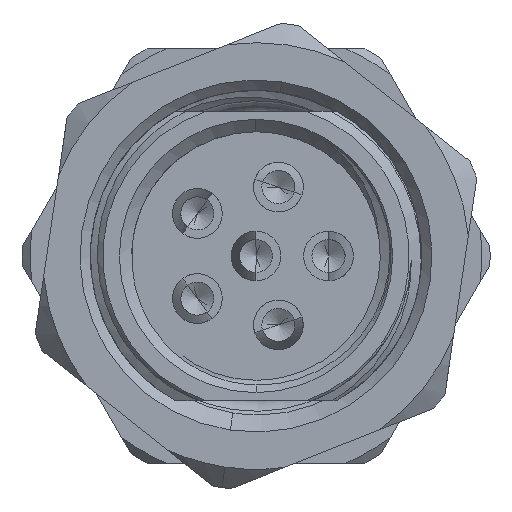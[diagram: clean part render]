
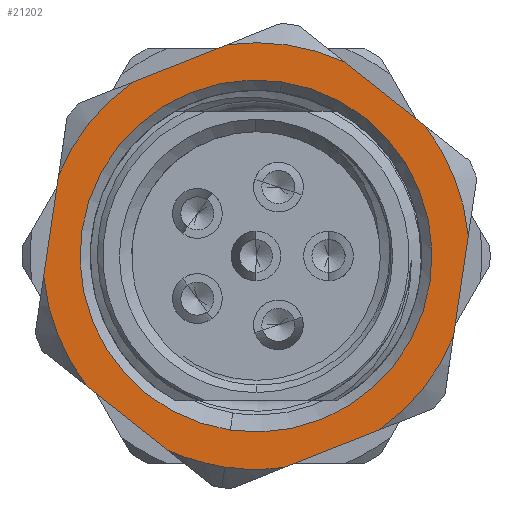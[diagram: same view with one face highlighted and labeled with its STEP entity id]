
A CAD part, left-side view. The second image highlights one B-rep face of the part: STEP entity #21202.
In plain terms, the highlighted planar face has unit normal (-1, 0, 0).
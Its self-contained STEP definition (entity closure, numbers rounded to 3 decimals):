
#364 = AXIS2_PLACEMENT_3D ( 'NONE', #10455, #30878, #6947 ) ;
#466 = CIRCLE ( 'NONE', #27774, 4.25 ) ;
#689 = ORIENTED_EDGE ( 'NONE', *, *, #32536, .T. ) ;
#744 = DIRECTION ( 'NONE',  ( -1., 0., 0. ) ) ;
#827 = VECTOR ( 'NONE', #18840, 1000. ) ;
#840 = LINE ( 'NONE', #1016, #15602 ) ;
#1016 = CARTESIAN_POINT ( 'NONE',  ( -1., -5., -2.887 ) ) ;
#2034 = EDGE_CURVE ( 'NONE', #4403, #8192, #13266, .T. ) ;
#2615 = VERTEX_POINT ( 'NONE', #34143 ) ;
#3121 = CARTESIAN_POINT ( 'NONE',  ( -1., 0., -5.774 ) ) ;
#3655 = EDGE_CURVE ( 'NONE', #25405, #15672, #23612, .T. ) ;
#4276 = EDGE_CURVE ( 'NONE', #7715, #29998, #16355, .T. ) ;
#4403 = VERTEX_POINT ( 'NONE', #6558 ) ;
#5311 = ORIENTED_EDGE ( 'NONE', *, *, #7375, .T. ) ;
#5312 = ORIENTED_EDGE ( 'NONE', *, *, #6455, .F. ) ;
#5554 = ORIENTED_EDGE ( 'NONE', *, *, #20969, .T. ) ;
#5742 = CARTESIAN_POINT ( 'NONE',  ( -1., -5., 1.234 ) ) ;
#5754 = DIRECTION ( 'NONE',  ( 0., -0.866, -0.5 ) ) ;
#6455 = EDGE_CURVE ( 'NONE', #19789, #15699, #28089, .T. ) ;
#6558 = CARTESIAN_POINT ( 'NONE',  ( -1., 1.431, -4.947 ) ) ;
#6595 = ORIENTED_EDGE ( 'NONE', *, *, #25440, .T. ) ;
#6636 = CARTESIAN_POINT ( 'NONE',  ( -1., -1.431, 4.947 ) ) ;
#6947 = DIRECTION ( 'NONE',  ( 0., 0., -1. ) ) ;
#6966 = VERTEX_POINT ( 'NONE', #6636 ) ;
#7150 = PLANE ( 'NONE',  #22759 ) ;
#7318 = CARTESIAN_POINT ( 'NONE',  ( -1., 5., -2.887 ) ) ;
#7363 = DIRECTION ( 'NONE',  ( 1., 0., 0. ) ) ;
#7375 = EDGE_CURVE ( 'NONE', #19789, #8192, #29118, .T. ) ;
#7645 = DIRECTION ( 'NONE',  ( -1., 0., 0. ) ) ;
#7715 = VERTEX_POINT ( 'NONE', #20171 ) ;
#7817 = CARTESIAN_POINT ( 'NONE',  ( -1., 0., 0. ) ) ;
#7928 = AXIS2_PLACEMENT_3D ( 'NONE', #22101, #16869, #27333 ) ;
#8192 = VERTEX_POINT ( 'NONE', #33892 ) ;
#8674 = DIRECTION ( 'NONE',  ( 0., 0., -1. ) ) ;
#8762 = DIRECTION ( 'NONE',  ( -1., 0., 0. ) ) ;
#8794 = VERTEX_POINT ( 'NONE', #5742 ) ;
#8938 = CARTESIAN_POINT ( 'NONE',  ( -1., 0., 0. ) ) ;
#9026 = ORIENTED_EDGE ( 'NONE', *, *, #31621, .T. ) ;
#9288 = AXIS2_PLACEMENT_3D ( 'NONE', #16362, #21420, #13746 ) ;
#9434 = CARTESIAN_POINT ( 'NONE',  ( -1., 0., 0. ) ) ;
#10455 = CARTESIAN_POINT ( 'NONE',  ( -1., 0., 0. ) ) ;
#10893 = AXIS2_PLACEMENT_3D ( 'NONE', #24655, #744, #32714 ) ;
#10907 = ORIENTED_EDGE ( 'NONE', *, *, #31085, .F. ) ;
#10976 = DIRECTION ( 'NONE',  ( 0., 0.866, -0.5 ) ) ;
#11057 = VECTOR ( 'NONE', #5754, 1000. ) ;
#11665 = ORIENTED_EDGE ( 'NONE', *, *, #4276, .F. ) ;
#12077 = CIRCLE ( 'NONE', #364, 5.15 ) ;
#12079 = EDGE_CURVE ( 'NONE', #20405, #14665, #18135, .T. ) ;
#12385 = DIRECTION ( 'NONE',  ( -1., 0., 0. ) ) ;
#12393 = DIRECTION ( 'NONE',  ( 0., 0., -1. ) ) ;
#12480 = DIRECTION ( 'NONE',  ( 1., 0., 0. ) ) ;
#12745 = VECTOR ( 'NONE', #20991, 1000. ) ;
#12851 = EDGE_CURVE ( 'NONE', #7715, #15699, #22120, .T. ) ;
#13266 = LINE ( 'NONE', #3121, #827 ) ;
#13325 = CARTESIAN_POINT ( 'NONE',  ( -1., -5., 2.887 ) ) ;
#13416 = CIRCLE ( 'NONE', #21772, 5.15 ) ;
#13739 = CARTESIAN_POINT ( 'NONE',  ( -1., 5., 2.887 ) ) ;
#13746 = DIRECTION ( 'NONE',  ( 0., 0., -1. ) ) ;
#14327 = AXIS2_PLACEMENT_3D ( 'NONE', #7817, #7645, #8674 ) ;
#14665 = VERTEX_POINT ( 'NONE', #22378 ) ;
#15012 = FACE_OUTER_BOUND ( 'NONE', #20299, .T. ) ;
#15602 = VECTOR ( 'NONE', #10976, 1000. ) ;
#15672 = VERTEX_POINT ( 'NONE', #23689 ) ;
#15699 = VERTEX_POINT ( 'NONE', #17596 ) ;
#16191 = EDGE_CURVE ( 'NONE', #8794, #14665, #24128, .T. ) ;
#16355 = LINE ( 'NONE', #13739, #25276 ) ;
#16362 = CARTESIAN_POINT ( 'NONE',  ( -1., 0., 0. ) ) ;
#16482 = ORIENTED_EDGE ( 'NONE', *, *, #12851, .T. ) ;
#16521 = CARTESIAN_POINT ( 'NONE',  ( -1., 1.431, 4.947 ) ) ;
#16531 = CARTESIAN_POINT ( 'NONE',  ( -1., 0., -5.15 ) ) ;
#16708 = ORIENTED_EDGE ( 'NONE', *, *, #25947, .F. ) ;
#16869 = DIRECTION ( 'NONE',  ( -1., 0., 0. ) ) ;
#17596 = CARTESIAN_POINT ( 'NONE',  ( -1., 5., 1.234 ) ) ;
#18013 = CARTESIAN_POINT ( 'NONE',  ( -1., 0., 0. ) ) ;
#18135 = CIRCLE ( 'NONE', #10893, 5.15 ) ;
#18362 = DIRECTION ( 'NONE',  ( 0., 0., -1. ) ) ;
#18840 = DIRECTION ( 'NONE',  ( 0., 0.866, 0.5 ) ) ;
#19325 = CIRCLE ( 'NONE', #9288, 5.15 ) ;
#19398 = AXIS2_PLACEMENT_3D ( 'NONE', #8938, #8762, #27432 ) ;
#19564 = VECTOR ( 'NONE', #33880, 1000. ) ;
#19789 = VERTEX_POINT ( 'NONE', #24062 ) ;
#19906 = ORIENTED_EDGE ( 'NONE', *, *, #29185, .T. ) ;
#20171 = CARTESIAN_POINT ( 'NONE',  ( -1., 3.569, 3.713 ) ) ;
#20299 = EDGE_LOOP ( 'NONE', ( #5312, #5311, #26948, #9026, #19906, #10907, #29756, #31682, #689, #16708, #6595, #11665, #16482 ) ) ;
#20405 = VERTEX_POINT ( 'NONE', #29570 ) ;
#20969 = EDGE_CURVE ( 'NONE', #15672, #25405, #466, .T. ) ;
#20991 = DIRECTION ( 'NONE',  ( 0., 0., -1. ) ) ;
#21202 = ADVANCED_FACE ( 'NONE', ( #31084, #15012 ), #7150, .F. ) ;
#21420 = DIRECTION ( 'NONE',  ( -1., 0., 0. ) ) ;
#21772 = AXIS2_PLACEMENT_3D ( 'NONE', #25820, #12385, #34221 ) ;
#22101 = CARTESIAN_POINT ( 'NONE',  ( -1., 0., 0. ) ) ;
#22120 = CIRCLE ( 'NONE', #14327, 5.15 ) ;
#22215 = EDGE_LOOP ( 'NONE', ( #5554, #25516 ) ) ;
#22378 = CARTESIAN_POINT ( 'NONE',  ( -1., -5., -1.234 ) ) ;
#22759 = AXIS2_PLACEMENT_3D ( 'NONE', #9434, #33367, #12393 ) ;
#23612 = CIRCLE ( 'NONE', #26952, 4.25 ) ;
#23689 = CARTESIAN_POINT ( 'NONE',  ( -1., 0., 4.25 ) ) ;
#23725 = VERTEX_POINT ( 'NONE', #16531 ) ;
#24062 = CARTESIAN_POINT ( 'NONE',  ( -1., 5., -1.234 ) ) ;
#24128 = LINE ( 'NONE', #13325, #12745 ) ;
#24655 = CARTESIAN_POINT ( 'NONE',  ( -1., 0., 0. ) ) ;
#24814 = CARTESIAN_POINT ( 'NONE',  ( -1., 0., -4.25 ) ) ;
#25276 = VECTOR ( 'NONE', #29796, 1000. ) ;
#25405 = VERTEX_POINT ( 'NONE', #24814 ) ;
#25440 = EDGE_CURVE ( 'NONE', #6966, #29998, #34477, .T. ) ;
#25516 = ORIENTED_EDGE ( 'NONE', *, *, #3655, .T. ) ;
#25820 = CARTESIAN_POINT ( 'NONE',  ( -1., 0., 0. ) ) ;
#25947 = EDGE_CURVE ( 'NONE', #6966, #2615, #27054, .T. ) ;
#26086 = CARTESIAN_POINT ( 'NONE',  ( -1., 0., 0. ) ) ;
#26948 = ORIENTED_EDGE ( 'NONE', *, *, #2034, .F. ) ;
#26952 = AXIS2_PLACEMENT_3D ( 'NONE', #18013, #7363, #18362 ) ;
#27054 = LINE ( 'NONE', #27228, #11057 ) ;
#27228 = CARTESIAN_POINT ( 'NONE',  ( -1., 0., 5.774 ) ) ;
#27333 = DIRECTION ( 'NONE',  ( 0., 0., -1. ) ) ;
#27432 = DIRECTION ( 'NONE',  ( 0., 0., -1. ) ) ;
#27774 = AXIS2_PLACEMENT_3D ( 'NONE', #26086, #12480, #28528 ) ;
#28089 = LINE ( 'NONE', #7318, #19564 ) ;
#28528 = DIRECTION ( 'NONE',  ( 0., 0., -1. ) ) ;
#29118 = CIRCLE ( 'NONE', #7928, 5.15 ) ;
#29185 = EDGE_CURVE ( 'NONE', #23725, #29480, #13416, .T. ) ;
#29480 = VERTEX_POINT ( 'NONE', #32302 ) ;
#29570 = CARTESIAN_POINT ( 'NONE',  ( -1., -3.569, -3.713 ) ) ;
#29756 = ORIENTED_EDGE ( 'NONE', *, *, #12079, .T. ) ;
#29796 = DIRECTION ( 'NONE',  ( 0., -0.866, 0.5 ) ) ;
#29998 = VERTEX_POINT ( 'NONE', #16521 ) ;
#30878 = DIRECTION ( 'NONE',  ( -1., 0., 0. ) ) ;
#31084 = FACE_BOUND ( 'NONE', #22215, .T. ) ;
#31085 = EDGE_CURVE ( 'NONE', #20405, #29480, #840, .T. ) ;
#31621 = EDGE_CURVE ( 'NONE', #4403, #23725, #19325, .T. ) ;
#31682 = ORIENTED_EDGE ( 'NONE', *, *, #16191, .F. ) ;
#32302 = CARTESIAN_POINT ( 'NONE',  ( -1., -1.431, -4.947 ) ) ;
#32536 = EDGE_CURVE ( 'NONE', #8794, #2615, #12077, .T. ) ;
#32714 = DIRECTION ( 'NONE',  ( 0., 0., -1. ) ) ;
#33367 = DIRECTION ( 'NONE',  ( 1., 0., 0. ) ) ;
#33880 = DIRECTION ( 'NONE',  ( 0., 0., 1. ) ) ;
#33892 = CARTESIAN_POINT ( 'NONE',  ( -1., 3.569, -3.713 ) ) ;
#34143 = CARTESIAN_POINT ( 'NONE',  ( -1., -3.569, 3.713 ) ) ;
#34221 = DIRECTION ( 'NONE',  ( 0., 0., -1. ) ) ;
#34477 = CIRCLE ( 'NONE', #19398, 5.15 ) ;
